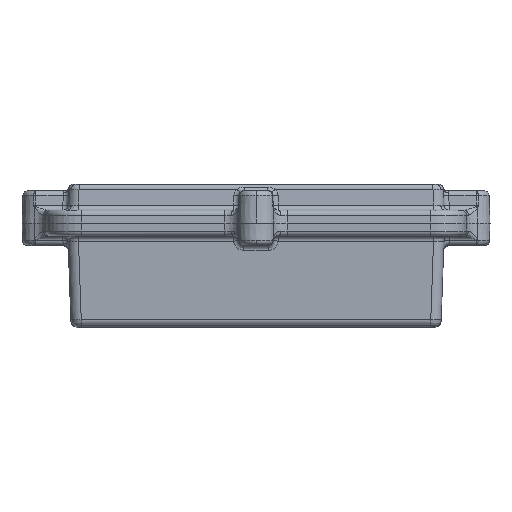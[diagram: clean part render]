
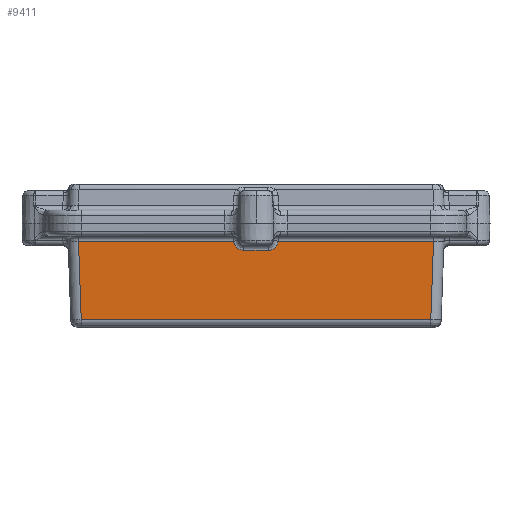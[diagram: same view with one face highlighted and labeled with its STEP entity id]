
A CAD part, top view. The second image highlights one B-rep face of the part: STEP entity #9411.
In plain terms, the highlighted planar face has unit normal (0, -0.035, 0.999).
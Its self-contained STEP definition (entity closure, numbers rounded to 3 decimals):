
#9351 = ORIENTED_EDGE ( 'NONE', *, *, #9541, .T. ) ;
#9408 = VERTEX_POINT ( 'NONE', #21255 ) ;
#9411 = ADVANCED_FACE ( 'NONE', ( #21254 ), #21246, .T. ) ;
#9413 = ORIENTED_EDGE ( 'NONE', *, *, #9438, .T. ) ;
#9415 = EDGE_CURVE ( 'NONE', #9480, #9408, #21279, .T. ) ;
#9423 = ORIENTED_EDGE ( 'NONE', *, *, #9425, .T. ) ;
#9425 = EDGE_CURVE ( 'NONE', #9557, #9555, #21286, .T. ) ;
#9434 = ORIENTED_EDGE ( 'NONE', *, *, #9467, .T. ) ;
#9438 = EDGE_CURVE ( 'NONE', #9408, #9471, #21316, .T. ) ;
#9446 = ORIENTED_EDGE ( 'NONE', *, *, #9554, .T. ) ;
#9465 = ORIENTED_EDGE ( 'NONE', *, *, #9415, .T. ) ;
#9467 = EDGE_CURVE ( 'NONE', #9473, #9480, #21290, .T. ) ;
#9471 = VERTEX_POINT ( 'NONE', #21351 ) ;
#9473 = VERTEX_POINT ( 'NONE', #21350 ) ;
#9480 = VERTEX_POINT ( 'NONE', #21297 ) ;
#9486 = EDGE_LOOP ( 'NONE', ( #9434, #9465, #9413, #9446, #9423, #9351, #9510, #9539 ) ) ;
#9510 = ORIENTED_EDGE ( 'NONE', *, *, #9513, .T. ) ;
#9511 = EDGE_CURVE ( 'NONE', #9528, #9473, #21330, .T. ) ;
#9513 = EDGE_CURVE ( 'NONE', #9529, #9528, #21372, .T. ) ;
#9528 = VERTEX_POINT ( 'NONE', #21362 ) ;
#9529 = VERTEX_POINT ( 'NONE', #20674 ) ;
#9539 = ORIENTED_EDGE ( 'NONE', *, *, #9511, .T. ) ;
#9541 = EDGE_CURVE ( 'NONE', #9555, #9529, #21397, .T. ) ;
#9554 = EDGE_CURVE ( 'NONE', #9471, #9557, #21416, .T. ) ;
#9555 = VERTEX_POINT ( 'NONE', #21398 ) ;
#9557 = VERTEX_POINT ( 'NONE', #21385 ) ;
#20674 = CARTESIAN_POINT ( 'NONE',  ( -67.207, 2.895, 71.204 ) ) ;
#21243 = AXIS2_PLACEMENT_3D ( 'NONE', #21284, #21283, #21282 ) ;
#21246 = PLANE ( 'NONE',  #21243 ) ;
#21254 = FACE_OUTER_BOUND ( 'NONE', #9486, .T. ) ;
#21255 = CARTESIAN_POINT ( 'NONE',  ( 4.618, 29.57, 72.136 ) ) ;
#21270 = DIRECTION ( 'NONE',  ( -1., 0., 0. ) ) ;
#21271 = VECTOR ( 'NONE', #21270, 1000. ) ;
#21274 = CARTESIAN_POINT ( 'NONE',  ( 4.618, 29.57, 72.136 ) ) ;
#21275 = CARTESIAN_POINT ( 'NONE',  ( 6.735, 29.57, 72.136 ) ) ;
#21276 = CARTESIAN_POINT ( 'NONE',  ( 8.322, 30.97, 72.185 ) ) ;
#21277 = CARTESIAN_POINT ( 'NONE',  ( 8.587, 33.07, 72.258 ) ) ;
#21279 =( BOUNDED_CURVE ( )  B_SPLINE_CURVE ( 3, ( #21277, #21276, #21275, #21274 ),
 .UNSPECIFIED., .F., .F. ) 
 B_SPLINE_CURVE_WITH_KNOTS ( ( 4, 4 ),
 ( 4.838, 6.283 ),
 .UNSPECIFIED. ) 
 CURVE ( )  GEOMETRIC_REPRESENTATION_ITEM ( )  RATIONAL_B_SPLINE_CURVE ( ( 1., 0.833, 0.833, 1. ) ) 
 REPRESENTATION_ITEM ( '' )  );
#21282 = DIRECTION ( 'NONE',  ( 0., -0.999, -0.035 ) ) ;
#21283 = DIRECTION ( 'NONE',  ( 0., -0.035, 0.999 ) ) ;
#21284 = CARTESIAN_POINT ( 'NONE',  ( -72.5, 40., 72.5 ) ) ;
#21285 = CARTESIAN_POINT ( 'NONE',  ( -68.328, 33.07, 72.258 ) ) ;
#21286 = LINE ( 'NONE', #21285, #21271 ) ;
#21287 = DIRECTION ( 'NONE',  ( -1., 0., 0. ) ) ;
#21288 = VECTOR ( 'NONE', #21287, 1000. ) ;
#21289 = CARTESIAN_POINT ( 'NONE',  ( 6.655, 33.07, 72.258 ) ) ;
#21290 = LINE ( 'NONE', #21289, #21288 ) ;
#21297 = CARTESIAN_POINT ( 'NONE',  ( 8.587, 33.07, 72.258 ) ) ;
#21313 = DIRECTION ( 'NONE',  ( -1., 0., 0. ) ) ;
#21314 = VECTOR ( 'NONE', #21313, 1000. ) ;
#21315 = CARTESIAN_POINT ( 'NONE',  ( -4.618, 29.57, 72.136 ) ) ;
#21316 = LINE ( 'NONE', #21315, #21314 ) ;
#21330 = LINE ( 'NONE', #21375, #21374 ) ;
#21350 = CARTESIAN_POINT ( 'NONE',  ( 68.26, 33.07, 72.258 ) ) ;
#21351 = CARTESIAN_POINT ( 'NONE',  ( -4.618, 29.57, 72.136 ) ) ;
#21362 = CARTESIAN_POINT ( 'NONE',  ( 67.207, 2.895, 71.204 ) ) ;
#21369 = DIRECTION ( 'NONE',  ( 1., 0., 0. ) ) ;
#21370 = VECTOR ( 'NONE', #21369, 1000. ) ;
#21371 = CARTESIAN_POINT ( 'NONE',  ( -72.5, 2.895, 71.204 ) ) ;
#21372 = LINE ( 'NONE', #21371, #21370 ) ;
#21373 = DIRECTION ( 'NONE',  ( 0.035, 0.999, 0.035 ) ) ;
#21374 = VECTOR ( 'NONE', #21373, 1000. ) ;
#21375 = CARTESIAN_POINT ( 'NONE',  ( 68.331, 35.088, 72.328 ) ) ;
#21385 = CARTESIAN_POINT ( 'NONE',  ( -8.587, 33.07, 72.258 ) ) ;
#21389 = DIRECTION ( 'NONE',  ( 0.035, -0.999, -0.035 ) ) ;
#21390 = VECTOR ( 'NONE', #21389, 1000. ) ;
#21391 = CARTESIAN_POINT ( 'NONE',  ( -68.507, 40.139, 72.505 ) ) ;
#21397 = LINE ( 'NONE', #21391, #21390 ) ;
#21398 = CARTESIAN_POINT ( 'NONE',  ( -68.26, 33.07, 72.258 ) ) ;
#21408 = CARTESIAN_POINT ( 'NONE',  ( -8.587, 33.07, 72.258 ) ) ;
#21409 = CARTESIAN_POINT ( 'NONE',  ( -8.322, 30.97, 72.185 ) ) ;
#21410 = CARTESIAN_POINT ( 'NONE',  ( -6.735, 29.57, 72.136 ) ) ;
#21411 = CARTESIAN_POINT ( 'NONE',  ( -4.618, 29.57, 72.136 ) ) ;
#21416 =( BOUNDED_CURVE ( )  B_SPLINE_CURVE ( 3, ( #21411, #21410, #21409, #21408 ),
 .UNSPECIFIED., .F., .T. ) 
 B_SPLINE_CURVE_WITH_KNOTS ( ( 4, 4 ),
 ( 3.142, 4.587 ),
 .UNSPECIFIED. ) 
 CURVE ( )  GEOMETRIC_REPRESENTATION_ITEM ( )  RATIONAL_B_SPLINE_CURVE ( ( 1., 0.833, 0.833, 1. ) ) 
 REPRESENTATION_ITEM ( '' )  );
